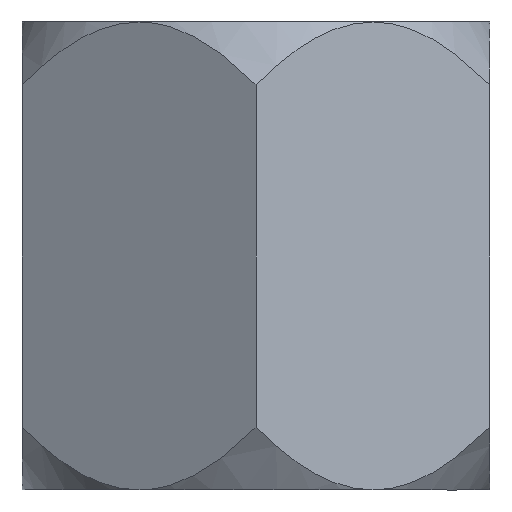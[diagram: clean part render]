
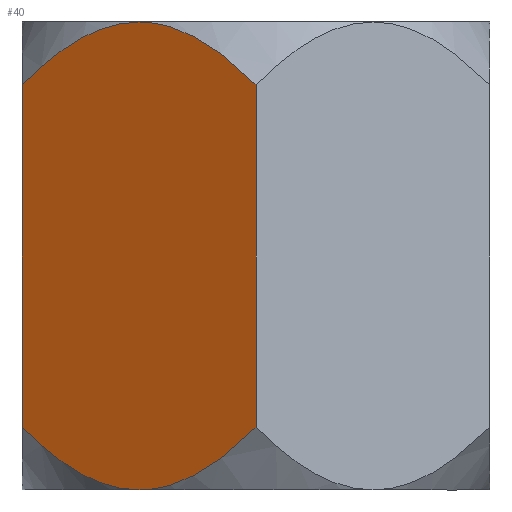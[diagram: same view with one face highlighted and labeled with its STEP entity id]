
A CAD part, front view. The second image highlights one B-rep face of the part: STEP entity #40.
In plain terms, the highlighted planar face has unit normal (-0.5, -0.866, 0).
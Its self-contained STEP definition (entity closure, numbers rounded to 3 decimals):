
#40=ADVANCED_FACE('',(#66),#368,.T.);
#66=FACE_OUTER_BOUND('',#93,.T.);
#93=EDGE_LOOP('',(#170,#171,#172,#173,#174,#175));
#170=ORIENTED_EDGE('',*,*,#233,.F.);
#171=ORIENTED_EDGE('',*,*,#237,.T.);
#172=ORIENTED_EDGE('',*,*,#236,.T.);
#173=ORIENTED_EDGE('',*,*,#220,.T.);
#174=ORIENTED_EDGE('',*,*,#260,.F.);
#175=ORIENTED_EDGE('',*,*,#248,.F.);
#220=EDGE_CURVE('',#331,#345,#274,.T.);
#233=EDGE_CURVE('',#340,#355,#287,.T.);
#236=EDGE_CURVE('',#342,#331,#290,.T.);
#237=EDGE_CURVE('',#340,#342,#291,.T.);
#248=EDGE_CURVE('',#355,#356,#294,.T.);
#260=EDGE_CURVE('',#356,#345,#302,.T.);
#274=B_SPLINE_CURVE_WITH_KNOTS('',1,(#801,#802),.UNSPECIFIED.,.F.,.F.,(2,
2),(0.67,4.33),.UNSPECIFIED.);
#287=B_SPLINE_CURVE_WITH_KNOTS('',1,(#849,#850),.UNSPECIFIED.,.F.,.F.,(2,
2),(0.67,4.33),.UNSPECIFIED.);
#290=B_SPLINE_CURVE_WITH_KNOTS('',3,(#862,#863,#864,#865,#866,#867,#868),
 .UNSPECIFIED.,.F.,.F.,(4,3,4),(0.291,0.989,1.926),
 .UNSPECIFIED.);
#291=B_SPLINE_CURVE_WITH_KNOTS('',3,(#869,#870,#871,#872),.UNSPECIFIED.,
 .F.,.F.,(4,4),(0.,1.67),.UNSPECIFIED.);
#294=B_SPLINE_CURVE_WITH_KNOTS('',3,(#911,#912,#913,#914,#915,#916,#917),
 .UNSPECIFIED.,.F.,.F.,(4,3,4),(0.,1.67,1.67),
 .UNSPECIFIED.);
#302=B_SPLINE_CURVE_WITH_KNOTS('',3,(#977,#978,#979,#980,#981,#982,#983),
 .UNSPECIFIED.,.F.,.F.,(4,3,4),(0.291,0.989,1.926),
 .UNSPECIFIED.);
#331=VERTEX_POINT('',#763);
#340=VERTEX_POINT('',#772);
#342=VERTEX_POINT('',#774);
#345=VERTEX_POINT('',#777);
#355=VERTEX_POINT('',#787);
#356=VERTEX_POINT('',#788);
#368=PLANE('',#414);
#414=AXIS2_PLACEMENT_3D('',#580,#425,$);
#425=DIRECTION('',(-0.5,-0.866,0.));
#580=CARTESIAN_POINT('',(-10.,-2.887,0.));
#763=CARTESIAN_POINT('',(-12.5,-1.443,-0.67));
#772=CARTESIAN_POINT('',(-10.,-2.887,-0.67));
#774=CARTESIAN_POINT('',(-11.25,-2.165,0.));
#777=CARTESIAN_POINT('',(-12.5,-1.443,-4.33));
#787=CARTESIAN_POINT('',(-10.,-2.887,-4.33));
#788=CARTESIAN_POINT('',(-11.25,-2.165,-5.));
#801=CARTESIAN_POINT('',(-12.5,-1.443,-0.67));
#802=CARTESIAN_POINT('',(-12.5,-1.443,-4.33));
#849=CARTESIAN_POINT('',(-10.,-2.887,-0.67));
#850=CARTESIAN_POINT('',(-10.,-2.887,-4.33));
#862=CARTESIAN_POINT('',(-11.25,-2.165,0.));
#863=CARTESIAN_POINT('',(-11.453,-2.048,0.));
#864=CARTESIAN_POINT('',(-11.646,-1.937,-0.057));
#865=CARTESIAN_POINT('',(-11.83,-1.83,-0.153));
#866=CARTESIAN_POINT('',(-12.073,-1.69,-0.278));
#867=CARTESIAN_POINT('',(-12.3,-1.559,-0.47));
#868=CARTESIAN_POINT('',(-12.5,-1.443,-0.67));
#869=CARTESIAN_POINT('',(-10.,-2.887,-0.67));
#870=CARTESIAN_POINT('',(-10.342,-2.689,-0.327));
#871=CARTESIAN_POINT('',(-10.77,-2.442,0.));
#872=CARTESIAN_POINT('',(-11.25,-2.165,0.));
#911=CARTESIAN_POINT('',(-10.,-2.887,-4.33));
#912=CARTESIAN_POINT('',(-10.342,-2.689,-4.673));
#913=CARTESIAN_POINT('',(-10.77,-2.442,-5.));
#914=CARTESIAN_POINT('',(-11.25,-2.165,-5.));
#915=CARTESIAN_POINT('',(-11.25,-2.165,-5.));
#916=CARTESIAN_POINT('',(-11.25,-2.165,-5.));
#917=CARTESIAN_POINT('',(-11.25,-2.165,-5.));
#977=CARTESIAN_POINT('',(-11.25,-2.165,-5.));
#978=CARTESIAN_POINT('',(-11.453,-2.048,-5.));
#979=CARTESIAN_POINT('',(-11.646,-1.937,-4.943));
#980=CARTESIAN_POINT('',(-11.83,-1.83,-4.847));
#981=CARTESIAN_POINT('',(-12.073,-1.69,-4.722));
#982=CARTESIAN_POINT('',(-12.3,-1.559,-4.53));
#983=CARTESIAN_POINT('',(-12.5,-1.443,-4.33));
